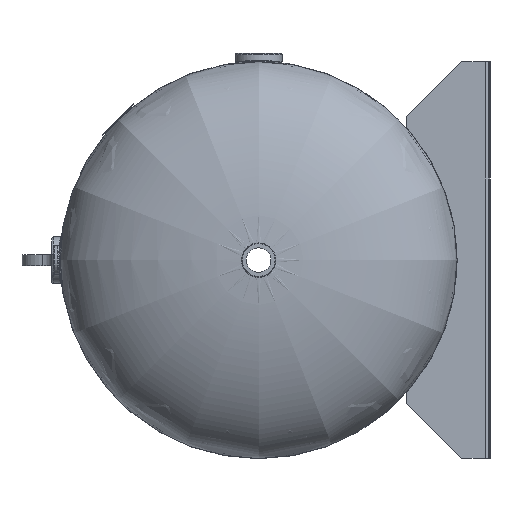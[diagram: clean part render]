
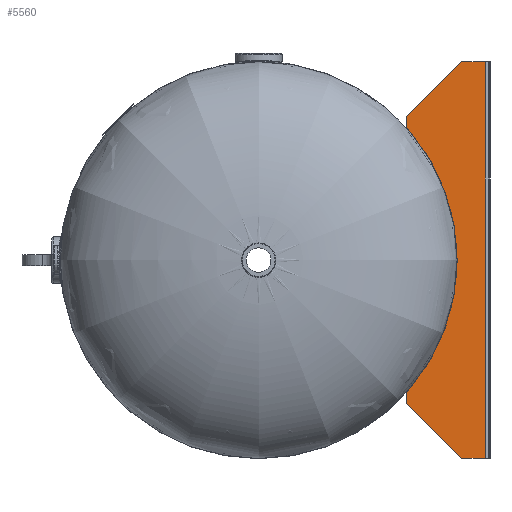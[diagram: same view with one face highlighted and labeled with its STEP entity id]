
A CAD part, left-side view. The second image highlights one B-rep face of the part: STEP entity #5560.
In plain terms, the highlighted face is planar.
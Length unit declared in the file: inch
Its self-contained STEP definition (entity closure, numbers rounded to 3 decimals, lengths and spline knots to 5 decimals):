
#343=CIRCLE('',#6044,18.0625);
#833=LINE('',#11188,#1337);
#834=LINE('',#11190,#1338);
#835=LINE('',#11192,#1339);
#836=LINE('',#11194,#1340);
#837=LINE('',#11196,#1341);
#838=LINE('',#11198,#1342);
#839=LINE('',#11199,#1343);
#1337=VECTOR('',#7268,0.3937);
#1338=VECTOR('',#7269,0.3937);
#1339=VECTOR('',#7270,0.3937);
#1340=VECTOR('',#7271,0.3937);
#1341=VECTOR('',#7272,0.33104);
#1342=VECTOR('',#7273,0.3937);
#1343=VECTOR('',#7274,0.3937);
#1562=PLANE('',#6051);
#1980=FACE_OUTER_BOUND('',#2401,.T.);
#2401=EDGE_LOOP('',(#5001,#5002,#5003,#5004,#5005,#5006,#5007,#5008));
#2992=VERTEX_POINT('',#11151);
#2993=VERTEX_POINT('',#11152);
#3007=VERTEX_POINT('',#11187);
#3008=VERTEX_POINT('',#11189);
#3009=VERTEX_POINT('',#11191);
#3010=VERTEX_POINT('',#11193);
#3011=VERTEX_POINT('',#11195);
#3012=VERTEX_POINT('',#11197);
#3678=EDGE_CURVE('',#2992,#2993,#343,.T.);
#3695=EDGE_CURVE('',#3007,#2993,#833,.T.);
#3696=EDGE_CURVE('',#3008,#3007,#834,.T.);
#3697=EDGE_CURVE('',#3009,#3008,#835,.T.);
#3698=EDGE_CURVE('',#3009,#3010,#836,.T.);
#3699=EDGE_CURVE('',#3011,#3010,#837,.T.);
#3700=EDGE_CURVE('',#3012,#3011,#838,.T.);
#3701=EDGE_CURVE('',#2992,#3012,#839,.T.);
#5001=ORIENTED_EDGE('',*,*,#3678,.T.);
#5002=ORIENTED_EDGE('',*,*,#3695,.F.);
#5003=ORIENTED_EDGE('',*,*,#3696,.F.);
#5004=ORIENTED_EDGE('',*,*,#3697,.F.);
#5005=ORIENTED_EDGE('',*,*,#3698,.T.);
#5006=ORIENTED_EDGE('',*,*,#3699,.F.);
#5007=ORIENTED_EDGE('',*,*,#3700,.F.);
#5008=ORIENTED_EDGE('',*,*,#3701,.F.);
#5560=ADVANCED_FACE('',(#1980),#1562,.F.);
#6044=AXIS2_PLACEMENT_3D('',#11153,#7239,#7240);
#6051=AXIS2_PLACEMENT_3D('',#11186,#7266,#7267);
#7239=DIRECTION('center_axis',(0.,-1.,0.));
#7240=DIRECTION('ref_axis',(-0.664,0.,-0.747));
#7266=DIRECTION('center_axis',(0.,-1.,0.));
#7267=DIRECTION('ref_axis',(1.,0.,0.));
#7268=DIRECTION('',(-1.,0.,0.));
#7269=DIRECTION('',(-0.707,0.,0.707));
#7270=DIRECTION('',(0.,0.,1.));
#7271=DIRECTION('',(-1.,0.,0.));
#7272=DIRECTION('',(0.,0.,-1.));
#7273=DIRECTION('',(-0.707,0.,-0.707));
#7274=DIRECTION('',(-1.,0.,0.));
#11151=CARTESIAN_POINT('',(-12.00016,2.,7.5625));
#11152=CARTESIAN_POINT('',(12.00016,2.,7.5625));
#11153=CARTESIAN_POINT('Origin',(0.,2.,21.0625));
#11186=CARTESIAN_POINT('Origin',(0.,2.,3.7359));
#11187=CARTESIAN_POINT('',(13.,2.,7.5625));
#11188=CARTESIAN_POINT('',(18.,2.,7.5625));
#11189=CARTESIAN_POINT('',(18.,2.,2.5625));
#11190=CARTESIAN_POINT('',(11.95665,2.,8.60585));
#11191=CARTESIAN_POINT('',(18.,2.,0.4293));
#11192=CARTESIAN_POINT('',(18.,2.,0.4293));
#11193=CARTESIAN_POINT('',(-18.,2.,0.4293));
#11194=CARTESIAN_POINT('',(0.,2.,0.4293));
#11195=CARTESIAN_POINT('',(-18.,2.,2.5625));
#11196=CARTESIAN_POINT('',(-18.,2.,-0.6107));
#11197=CARTESIAN_POINT('',(-13.,2.,7.5625));
#11198=CARTESIAN_POINT('',(-11.95665,2.,8.60585));
#11199=CARTESIAN_POINT('',(18.,2.,7.5625));
